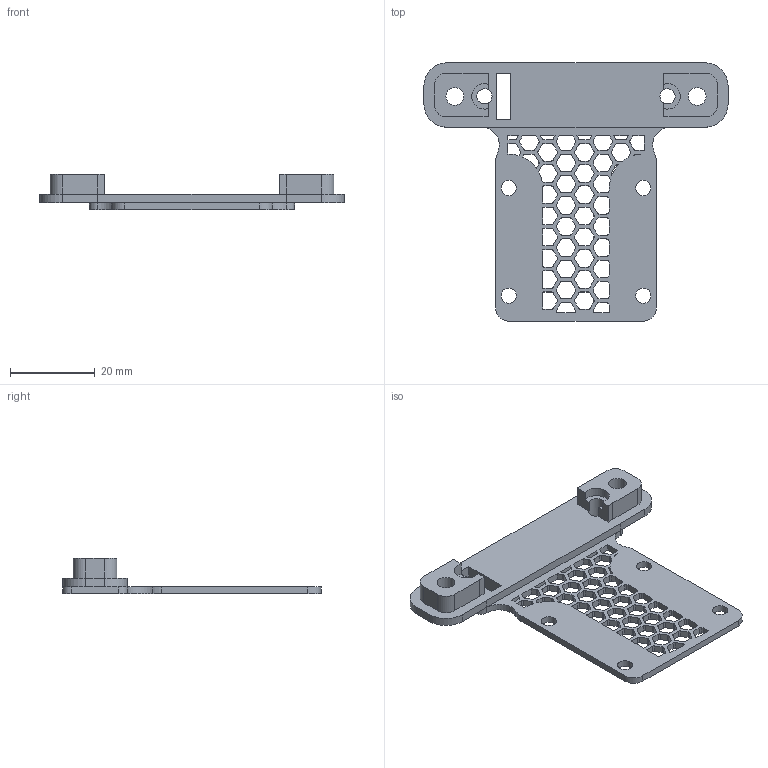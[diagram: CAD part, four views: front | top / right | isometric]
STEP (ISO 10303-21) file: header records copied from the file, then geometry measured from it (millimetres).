
FILE_DESCRIPTION(/* description */ (''),/* implementation_level */ '2;1');
FILE_NAME(/* name */ 'middle-plate.step',/* time_stamp */ '2023-01-17T19:55:27-05:00',/* author */ (''),/* organization */ (''),/* preprocessor_version */ 'ST-DEVELOPER v19.2',/* originating_system */ 'Autodesk Translation Framework v11.17.0.187',/* authorisation */ '');
FILE_SCHEMA (('AUTOMOTIVE_DESIGN { 1 0 10303 214 3 1 1 }'));
Length unit declared in the file: millimetre
Products named in the file (1): middle-plate
Bounding box: 71.69 x 60.9 x 8.3 mm (x, y, z)
Volume: 5626.7 mm3; surface area: 6838.7 mm2
Topology: 1 solids, 1 shells, 545 faces, 1617 edges, 1076 vertices
Faces by surface type: plane 296, cylinder 249
Full cylindrical faces by diameter (mm): 3.6 x6, 4.2 x2
Entity records: 18594 total; most frequent: CARTESIAN_POINT 3239, ORIENTED_EDGE 3234, DIRECTION 3211, EDGE_CURVE 1617, LINE 1115, VECTOR 1115, VERTEX_POINT 1076, AXIS2_PLACEMENT_3D 1048
